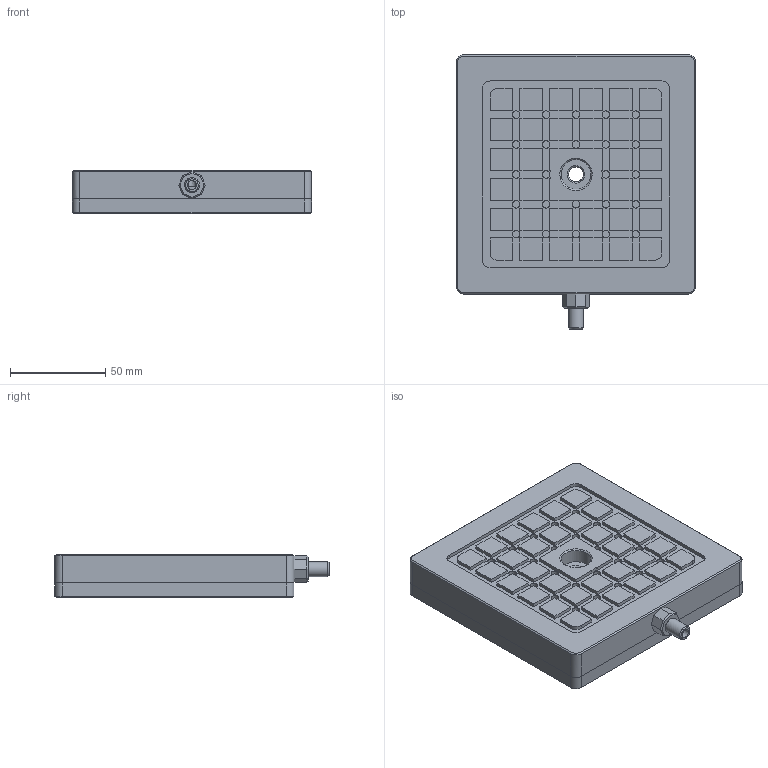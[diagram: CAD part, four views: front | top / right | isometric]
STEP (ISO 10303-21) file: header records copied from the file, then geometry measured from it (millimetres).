
FILE_DESCRIPTION(('FreeCAD Model'),'2;1');
FILE_NAME('Open CASCADE Shape Model','2025-04-17T12:20:29',('FreeCAD'),( 'FreeCAD'),'Open CASCADE STEP processor 7.6','FreeCAD','Unknown');
FILE_SCHEMA(('AUTOMOTIVE_DESIGN { 1 0 10303 214 1 1 1 1 }'));
Length unit declared in the file: millimetre
Products named in the file (1): Open CASCADE STEP translator 7.6 1
Bounding box: 125.37 x 143.82 x 22.88 mm (x, y, z)
Volume: 295474.4 mm3; surface area: 86259.8 mm2
Topology: 7 solids, 7 shells, 418 faces, 1017 edges, 649 vertices
Faces by surface type: bspline 418
Entity records: 12097 total; most frequent: CARTESIAN_POINT 5827, ORIENTED_EDGE 1996, EDGE_CURVE 998, B_SPLINE_CURVE_WITH_KNOTS 810, VERTEX_POINT 636, FACE_BOUND 532, EDGE_LOOP 532, ADVANCED_FACE 418
